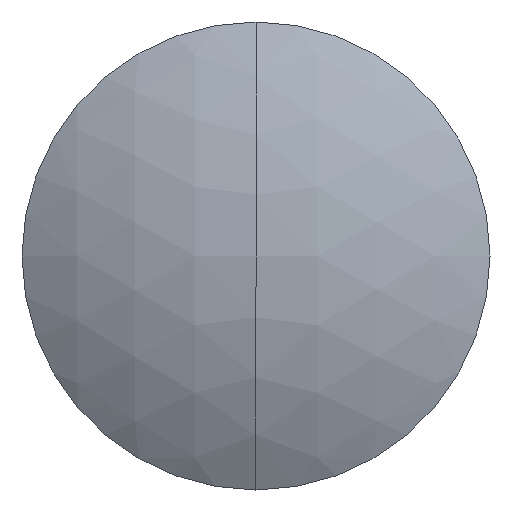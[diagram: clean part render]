
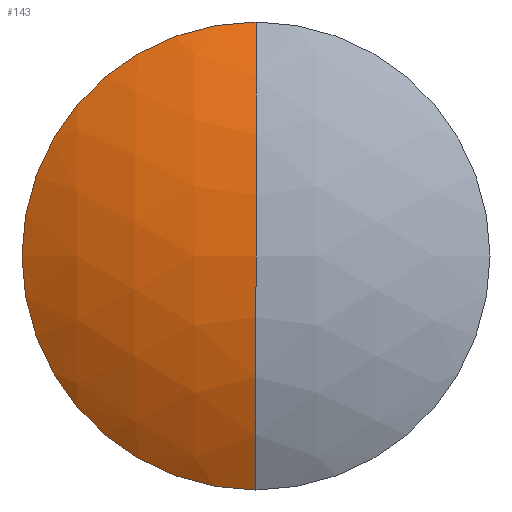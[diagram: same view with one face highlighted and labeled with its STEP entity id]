
A CAD part, left-side view. The second image highlights one B-rep face of the part: STEP entity #143.
In plain terms, the highlighted spherical face has radius 12.42 mm.
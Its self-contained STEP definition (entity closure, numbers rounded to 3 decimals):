
#10 = DIRECTION ( 'NONE',  ( 0., 0., -1. ) ) ;
#26 = AXIS2_PLACEMENT_3D ( 'NONE', #216, #255, #10 ) ;
#40 = CIRCLE ( 'NONE', #221, 12.42 ) ;
#41 = CIRCLE ( 'NONE', #26, 12.42 ) ;
#45 = CARTESIAN_POINT ( 'NONE',  ( 19.042, 0., 6.35 ) ) ;
#62 = CARTESIAN_POINT ( 'NONE',  ( 19.042, 0., -6.35 ) ) ;
#69 = VERTEX_POINT ( 'NONE', #62 ) ;
#78 = VERTEX_POINT ( 'NONE', #345 ) ;
#82 = SPHERICAL_SURFACE ( 'NONE', #316, 12.42 ) ;
#108 = VERTEX_POINT ( 'NONE', #45 ) ;
#115 = DIRECTION ( 'NONE',  ( 0., 0., 1. ) ) ;
#121 = DIRECTION ( 'NONE',  ( 0., 0., 1. ) ) ;
#139 = EDGE_CURVE ( 'NONE', #108, #69, #226, .T. ) ;
#143 = ADVANCED_FACE ( 'NONE', ( #252 ), #82, .T. ) ;
#151 = CARTESIAN_POINT ( 'NONE',  ( 19.042, 0., 0. ) ) ;
#163 = CARTESIAN_POINT ( 'NONE',  ( 29.716, 0., 0. ) ) ;
#210 = DIRECTION ( 'NONE',  ( -1., 0., 0. ) ) ;
#216 = CARTESIAN_POINT ( 'NONE',  ( 29.716, 0., 0. ) ) ;
#221 = AXIS2_PLACEMENT_3D ( 'NONE', #163, #296, #121 ) ;
#226 = CIRCLE ( 'NONE', #346, 6.35 ) ;
#233 = CARTESIAN_POINT ( 'NONE',  ( 29.716, 0., 0. ) ) ;
#240 = EDGE_CURVE ( 'NONE', #69, #78, #40, .T. ) ;
#252 = FACE_OUTER_BOUND ( 'NONE', #284, .T. ) ;
#255 = DIRECTION ( 'NONE',  ( 0., -1., 0. ) ) ;
#259 = ORIENTED_EDGE ( 'NONE', *, *, #269, .F. ) ;
#265 = DIRECTION ( 'NONE',  ( 0., 1., 0. ) ) ;
#268 = ORIENTED_EDGE ( 'NONE', *, *, #240, .T. ) ;
#269 = EDGE_CURVE ( 'NONE', #108, #78, #41, .T. ) ;
#277 = DIRECTION ( 'NONE',  ( 0., 0., 1. ) ) ;
#284 = EDGE_LOOP ( 'NONE', ( #288, #268, #259 ) ) ;
#288 = ORIENTED_EDGE ( 'NONE', *, *, #139, .T. ) ;
#296 = DIRECTION ( 'NONE',  ( 0., 1., 0. ) ) ;
#316 = AXIS2_PLACEMENT_3D ( 'NONE', #233, #265, #277 ) ;
#345 = CARTESIAN_POINT ( 'NONE',  ( 17.296, 0., 0. ) ) ;
#346 = AXIS2_PLACEMENT_3D ( 'NONE', #151, #210, #115 ) ;
